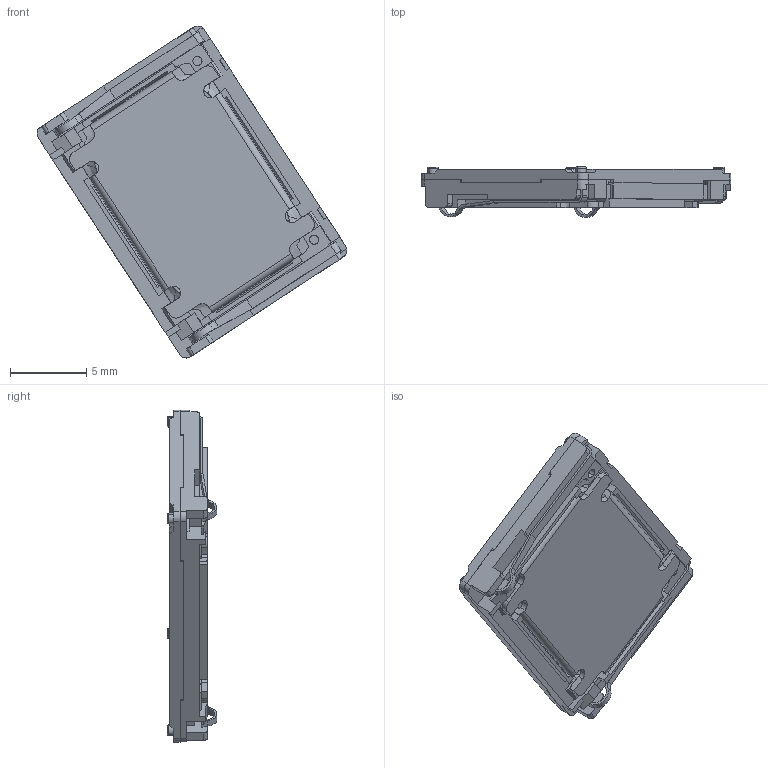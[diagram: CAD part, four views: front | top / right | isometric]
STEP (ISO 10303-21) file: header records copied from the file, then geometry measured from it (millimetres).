
FILE_DESCRIPTION (( 'STEP AP214' ), '1' );
FILE_NAME ('CUI_DEVICES_CMS-18138A-SP.step', '2019-10-20T22:07:47', ( '' ), ( '' ), 'SwSTEP 2.0', 'SolidWorks 2019', '' );
FILE_SCHEMA (( 'AUTOMOTIVE_DESIGN' ));
Length unit declared in the file: inch
Products named in the file (1): CUI_DEVICES_CMS-18138A-SP
Bounding box: 20.34 x 3.27 x 21.79 mm (x, y, z)
Volume: 387.8 mm3; surface area: 1809.6 mm2
Topology: 4 solids, 4 shells, 698 faces, 2001 edges, 1305 vertices
Faces by surface type: plane 398, cylinder 198, bspline 64, cone 26, torus 12
Entity records: 28398 total; most frequent: CARTESIAN_POINT 8778, ORIENTED_EDGE 3998, DIRECTION 3176, EDGE_CURVE 1999, LINE 1380, VECTOR 1380, VERTEX_POINT 1305, AXIS2_PLACEMENT_3D 898
